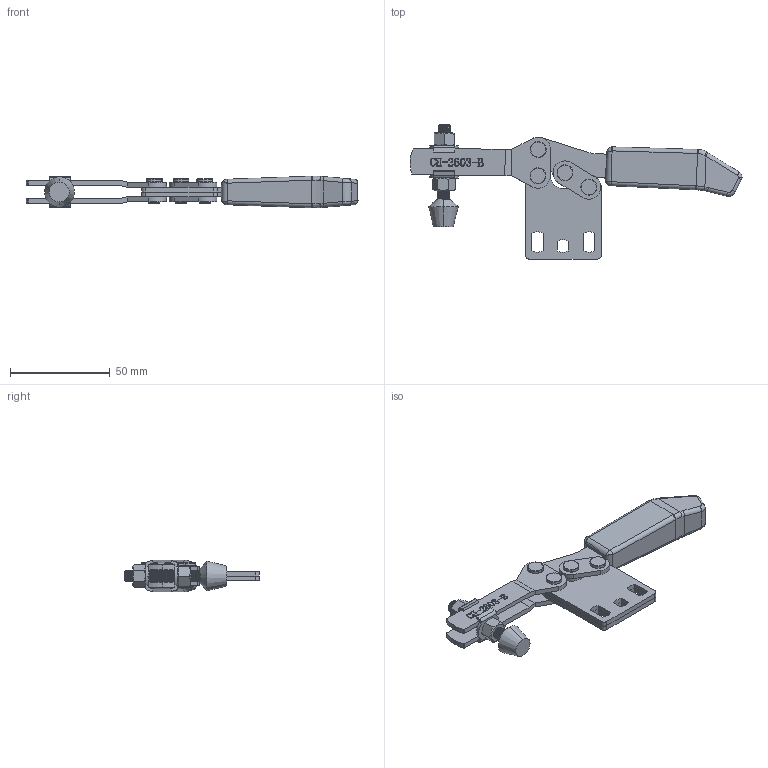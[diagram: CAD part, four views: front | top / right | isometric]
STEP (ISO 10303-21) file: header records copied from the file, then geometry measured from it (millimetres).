
FILE_DESCRIPTION (( 'STEP AP203' ), '1' );
FILE_NAME ('CH-2603-B.STEP', '2020-03-06T08:01:34', ( 'User' ), ( 'china' ), 'SwSTEP 2.0', 'SolidWorks 2018', '' );
FILE_SCHEMA (( 'CONFIG_CONTROL_DESIGN' ));
Length unit declared in the file: millimetre
Products named in the file (28): CH-2603-B-01菁釱; hexagon nuts grade c gb; ʵí4.7; CH-2603-B; CH-2603-B-02揤參; FC-065110; CH-2603-B-03忒梟; CH-2603-B-04蟀裝; 2603-B忒梟杶; CH-FW-140; hexagon nuts grade c gb_GB_FASTENER_NUT_SNC1 M6-N
Assembly tree (18 placements, depth 2):
  hexagon nuts grade c gb
  ʵí4.7
  CH-2603-B
    CH-2603-B-01菁釱  x2
    CH-2603-B-02揤參
    CH-2603-B-03忒梟  x2
    CH-2603-B-04蟀裝  x2
    ʵí4.7  x4
    2603-B忒梟杶
    CH-FW-140  x2
    hexagon nuts grade c gb_GB_FASTENER_NUT_SNC1 M6-N  x2
    FC-065110
  ʵí4.7
  CH-2603-B-01菁釱
Bounding box: 166.53 x 67.31 x 15.89 mm (x, y, z)
Volume: 38909.6 mm3; surface area: 29915.7 mm2
Topology: 18 solids, 18 shells, 901 faces, 2404 edges, 1573 vertices
Faces by surface type: plane 344, cylinder 312, bspline 195, torus 26, cone 24
Entity records: 39913 total; most frequent: CARTESIAN_POINT 20017, ORIENTED_EDGE 4166, DIRECTION 2774, EDGE_CURVE 2083, VERTEX_POINT 1367, VECTOR 1144, LINE 1144, EDGE_LOOP 826
